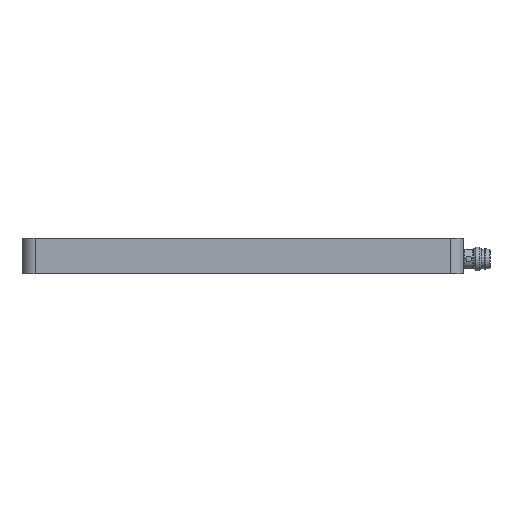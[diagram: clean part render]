
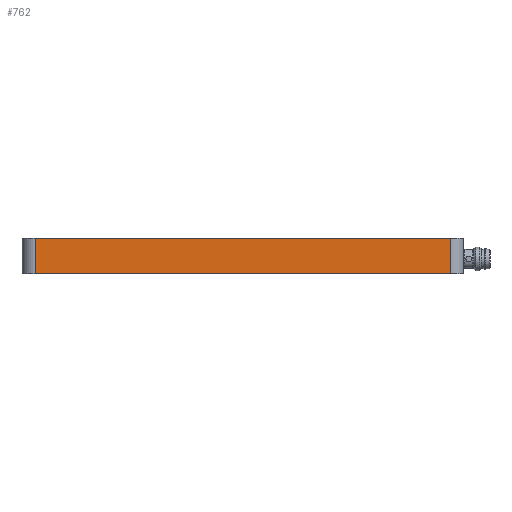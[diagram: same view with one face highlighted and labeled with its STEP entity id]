
A CAD part, front view. The second image highlights one B-rep face of the part: STEP entity #762.
In plain terms, the highlighted planar face has unit normal (0, -1, 0).
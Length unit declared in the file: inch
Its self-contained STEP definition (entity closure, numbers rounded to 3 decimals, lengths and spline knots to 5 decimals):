
#132 = AXIS2_PLACEMENT_3D ( 'NONE', #1080, #2027, #3378 ) ;
#185 = CARTESIAN_POINT ( 'NONE',  ( 5.72835, -0.47244, 0.27559 ) ) ;
#306 = DIRECTION ( 'NONE',  ( 0., 0., 1. ) ) ;
#442 = DIRECTION ( 'NONE',  ( -1., 0., 0. ) ) ;
#762 = ADVANCED_FACE ( 'NONE', ( #2851 ), #2591, .F. ) ;
#1080 = CARTESIAN_POINT ( 'NONE',  ( 0.17717, -0.47244, 0.27559 ) ) ;
#1100 = EDGE_CURVE ( 'NONE', #2885, #1294, #1706, .T. ) ;
#1142 = ORIENTED_EDGE ( 'NONE', *, *, #1100, .F. ) ;
#1155 = VECTOR ( 'NONE', #2599, 39.37008 ) ;
#1284 = CARTESIAN_POINT ( 'NONE',  ( 0.17717, -0.47244, 0.27559 ) ) ;
#1294 = VERTEX_POINT ( 'NONE', #185 ) ;
#1387 = CARTESIAN_POINT ( 'NONE',  ( 0.17717, -0.47244, -0.19685 ) ) ;
#1478 = CARTESIAN_POINT ( 'NONE',  ( 5.72835, -0.47244, 0.27559 ) ) ;
#1495 = EDGE_CURVE ( 'NONE', #3395, #2885, #3389, .T. ) ;
#1575 = CARTESIAN_POINT ( 'NONE',  ( 0.17717, -0.47244, 0.27559 ) ) ;
#1576 = LINE ( 'NONE', #1387, #4247 ) ;
#1640 = CARTESIAN_POINT ( 'NONE',  ( 0.17717, -0.47244, 0.27559 ) ) ;
#1658 = ORIENTED_EDGE ( 'NONE', *, *, #1495, .F. ) ;
#1706 = LINE ( 'NONE', #1575, #1155 ) ;
#1743 = VECTOR ( 'NONE', #4101, 39.37008 ) ;
#1788 = ORIENTED_EDGE ( 'NONE', *, *, #3834, .F. ) ;
#2027 = DIRECTION ( 'NONE',  ( 0., 1., 0. ) ) ;
#2282 = ORIENTED_EDGE ( 'NONE', *, *, #2842, .F. ) ;
#2344 = CARTESIAN_POINT ( 'NONE',  ( 0.17717, -0.47244, -0.19685 ) ) ;
#2499 = VECTOR ( 'NONE', #306, 39.37008 ) ;
#2515 = EDGE_LOOP ( 'NONE', ( #2282, #1142, #1658, #1788 ) ) ;
#2591 = PLANE ( 'NONE',  #132 ) ;
#2599 = DIRECTION ( 'NONE',  ( 1., 0., 0. ) ) ;
#2842 = EDGE_CURVE ( 'NONE', #1294, #2940, #2997, .T. ) ;
#2851 = FACE_OUTER_BOUND ( 'NONE', #2515, .T. ) ;
#2885 = VERTEX_POINT ( 'NONE', #1284 ) ;
#2940 = VERTEX_POINT ( 'NONE', #3542 ) ;
#2997 = LINE ( 'NONE', #1478, #1743 ) ;
#3378 = DIRECTION ( 'NONE',  ( 0., 0., 1. ) ) ;
#3389 = LINE ( 'NONE', #1640, #2499 ) ;
#3395 = VERTEX_POINT ( 'NONE', #2344 ) ;
#3542 = CARTESIAN_POINT ( 'NONE',  ( 5.72835, -0.47244, -0.19685 ) ) ;
#3834 = EDGE_CURVE ( 'NONE', #2940, #3395, #1576, .T. ) ;
#4101 = DIRECTION ( 'NONE',  ( 0., 0., -1. ) ) ;
#4247 = VECTOR ( 'NONE', #442, 39.37008 ) ;
